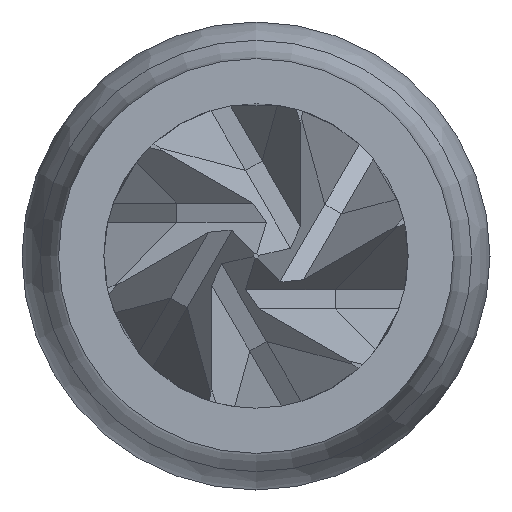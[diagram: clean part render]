
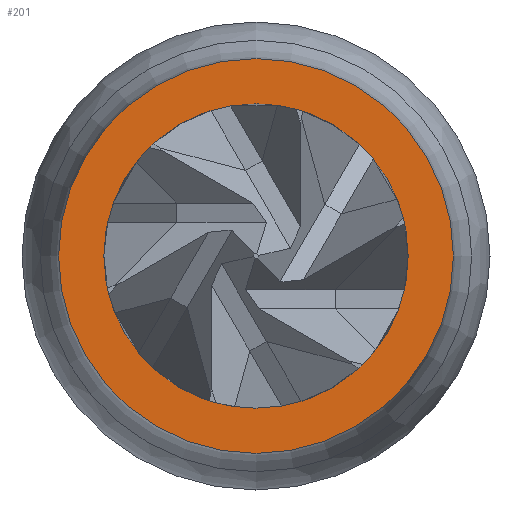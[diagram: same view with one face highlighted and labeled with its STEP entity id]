
A CAD part, left-side view. The second image highlights one B-rep face of the part: STEP entity #201.
In plain terms, the highlighted planar face has unit normal (-1, 0, 0).
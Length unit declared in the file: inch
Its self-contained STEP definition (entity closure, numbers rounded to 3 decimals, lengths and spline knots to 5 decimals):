
#33 = VERTEX_POINT ( 'NONE', #2465 ) ;
#45 = CARTESIAN_POINT ( 'NONE',  ( 0., 0., 0. ) ) ;
#100 = CIRCLE ( 'NONE', #2122, 0.01025 ) ;
#201 = ADVANCED_FACE ( 'NONE', ( #974, #1207 ), #334, .F. ) ;
#236 = CARTESIAN_POINT ( 'NONE',  ( 0., 0., 0.01025 ) ) ;
#334 = PLANE ( 'NONE',  #2027 ) ;
#337 = DIRECTION ( 'NONE',  ( 0., 0., 1. ) ) ;
#449 = EDGE_CURVE ( 'NONE', #2426, #2426, #100, .T. ) ;
#599 = CARTESIAN_POINT ( 'NONE',  ( 0., 0., 0. ) ) ;
#602 = AXIS2_PLACEMENT_3D ( 'NONE', #45, #1251, #1423 ) ;
#611 = EDGE_CURVE ( 'NONE', #33, #33, #1988, .T. ) ;
#916 = DIRECTION ( 'NONE',  ( 0., 0., -1. ) ) ;
#974 = FACE_BOUND ( 'NONE', #1800, .T. ) ;
#1061 = EDGE_LOOP ( 'NONE', ( #1245 ) ) ;
#1207 = FACE_OUTER_BOUND ( 'NONE', #1061, .T. ) ;
#1245 = ORIENTED_EDGE ( 'NONE', *, *, #449, .T. ) ;
#1251 = DIRECTION ( 'NONE',  ( 1., 0., 0. ) ) ;
#1275 = ORIENTED_EDGE ( 'NONE', *, *, #611, .T. ) ;
#1423 = DIRECTION ( 'NONE',  ( 0., 0., -1. ) ) ;
#1800 = EDGE_LOOP ( 'NONE', ( #1275 ) ) ;
#1918 = DIRECTION ( 'NONE',  ( 1., 0., 0. ) ) ;
#1988 = CIRCLE ( 'NONE', #602, 0.0079 ) ;
#2027 = AXIS2_PLACEMENT_3D ( 'NONE', #2346, #1918, #916 ) ;
#2122 = AXIS2_PLACEMENT_3D ( 'NONE', #599, #2144, #337 ) ;
#2144 = DIRECTION ( 'NONE',  ( -1., 0., 0. ) ) ;
#2346 = CARTESIAN_POINT ( 'NONE',  ( 0., 0.0125, 0. ) ) ;
#2426 = VERTEX_POINT ( 'NONE', #236 ) ;
#2465 = CARTESIAN_POINT ( 'NONE',  ( 0., 0., -0.0079 ) ) ;
